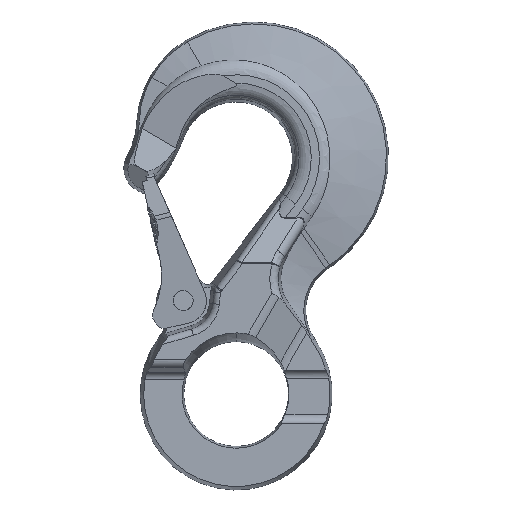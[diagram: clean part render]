
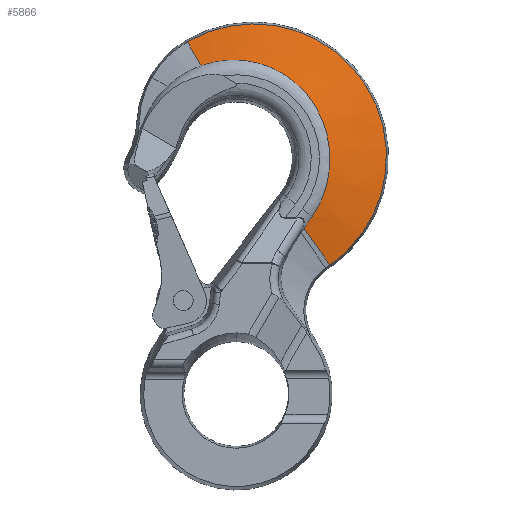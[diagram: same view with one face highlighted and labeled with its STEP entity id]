
A CAD part, front view. The second image highlights one B-rep face of the part: STEP entity #5866.
In plain terms, the highlighted conical face has half-angle 76 degrees and reference radius 62.992 mm.
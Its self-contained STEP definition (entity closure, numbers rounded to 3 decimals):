
#902=DIRECTION('',(-0.557,-0.242,0.795));
#903=VECTOR('',#902,28.082);
#904=CARTESIAN_POINT('',(56.67,-7.288,-64.652));
#905=LINE('',#904,#903);
#978=CARTESIAN_POINT('',(45.879,-14.684,-35.205));
#979=CARTESIAN_POINT('',(45.352,-14.641,-35.954));
#980=CARTESIAN_POINT('',(44.292,-14.54,-37.483));
#981=CARTESIAN_POINT('',(42.688,-14.34,-39.852));
#982=CARTESIAN_POINT('',(41.594,-14.173,-41.496));
#983=CARTESIAN_POINT('',(41.041,-14.081,-42.332));
#2157=CARTESIAN_POINT('',(10.7,-7.288,1.));
#2158=DIRECTION('',(0.,-1.,0.));
#2159=DIRECTION('',(0.574,0.,-0.819));
#2160=AXIS2_PLACEMENT_3D('',#2157,#2158,#2159);
#2166=DIRECTION('',(0.487,-0.242,-0.839));
#2167=VECTOR('',#2166,17.165);
#2168=CARTESIAN_POINT('',(-29.561,-7.288,
70.299));
#2169=LINE('',#2168,#2167);
#2203=CARTESIAN_POINT('',(-21.194,-11.44,
55.898));
#2205=CARTESIAN_POINT('',(-21.194,-11.44,
55.898));
#2206=CARTESIAN_POINT('',(-18.288,-11.579,
56.946));
#2207=CARTESIAN_POINT('',(-12.309,-11.866,
58.579));
#2208=CARTESIAN_POINT('',(-3.109,-12.323,
59.571));
#2209=CARTESIAN_POINT('',(6.101,-12.798,59.095));
#2210=CARTESIAN_POINT('',(15.09,-13.283,57.168));
#2211=CARTESIAN_POINT('',(23.641,-13.767,53.845));
#2212=CARTESIAN_POINT('',(31.551,-14.239,49.208));
#2213=CARTESIAN_POINT('',(38.641,-14.685,43.359));
#2214=CARTESIAN_POINT('',(44.756,-15.092,36.414));
#2215=CARTESIAN_POINT('',(49.763,-15.438,28.49));
#2216=CARTESIAN_POINT('',(53.538,-15.698,19.708));
#2217=CARTESIAN_POINT('',(55.95,-15.842,10.245));
#2218=CARTESIAN_POINT('',(56.878,-15.843,
0.423));
#2219=CARTESIAN_POINT('',(56.279,-15.701,
-9.326));
#2220=CARTESIAN_POINT('',(54.215,-15.441,
-18.662));
#2221=CARTESIAN_POINT('',(50.781,-15.096,
-27.384));
#2222=CARTESIAN_POINT('',(47.64,-14.826,
-32.701));
#2223=CARTESIAN_POINT('',(45.879,-14.684,
-35.205));
#2685=CARTESIAN_POINT('',(-29.561,-7.288,
70.299));
#2686=VERTEX_POINT('',#2685);
#2691=CARTESIAN_POINT('',(56.67,-7.288,
-64.652));
#2692=VERTEX_POINT('',#2691);
#2703=CARTESIAN_POINT('',(45.879,-14.684,
-35.205));
#2704=VERTEX_POINT('',#2703);
#2705=VERTEX_POINT('',#983);
#2883=VERTEX_POINT('',#2203);
#5852=CARTESIAN_POINT('',(10.7,-11.565,1.));
#5853=DIRECTION('',(0.,1.,0.));
#5854=DIRECTION('',(0.574,0.,-0.819));
#5855=AXIS2_PLACEMENT_3D('',#5852,#5853,#5854);
#5856=CONICAL_SURFACE('',#5855,62.992,76.);
#5858=ORIENTED_EDGE('',*,*,#5857,.F.);
#5859=ORIENTED_EDGE('',*,*,#5834,.F.);
#5860=ORIENTED_EDGE('',*,*,#3889,.T.);
#5861=ORIENTED_EDGE('',*,*,#3961,.F.);
#5863=ORIENTED_EDGE('',*,*,#5862,.F.);
#5864=EDGE_LOOP('',(#5858,#5859,#5860,#5861,#5863));
#5865=FACE_OUTER_BOUND('',#5864,.F.);
#5866=ADVANCED_FACE('',(#5865),#5856,.T.);
#984=B_SPLINE_CURVE_WITH_KNOTS('',3,(#978,#979,#980,#981,#982,#983),
.UNSPECIFIED.,.F.,.F.,(4,1,1,4),(0.,0.333,0.667,1.),
.UNSPECIFIED.);
#2161=CIRCLE('',#2160,80.146);
#2224=B_SPLINE_CURVE_WITH_KNOTS('',3,(#2205,#2206,#2207,#2208,#2209,#2210,#2211,
#2212,#2213,#2214,#2215,#2216,#2217,#2218,#2219,#2220,#2221,#2222,#2223),
.UNSPECIFIED.,.F.,.F.,(4,1,1,1,1,1,1,1,1,1,1,1,1,1,1,1,4),(0.,0.063,0.125,
0.188,0.25,0.313,0.375,0.438,0.5,0.563,0.625,0.688,
0.75,0.813,0.875,0.938,1.),.UNSPECIFIED.);
#3889=EDGE_CURVE('',#2692,#2705,#905,.T.);
#3961=EDGE_CURVE('',#2704,#2705,#984,.T.);
#5834=EDGE_CURVE('',#2692,#2686,#2161,.T.);
#5857=EDGE_CURVE('',#2686,#2883,#2169,.T.);
#5862=EDGE_CURVE('',#2883,#2704,#2224,.T.);
